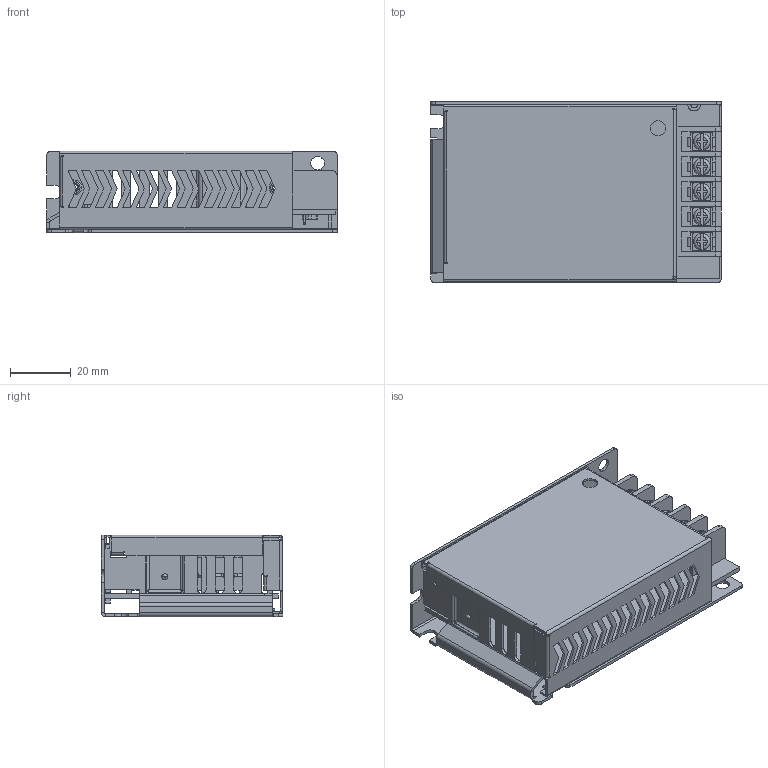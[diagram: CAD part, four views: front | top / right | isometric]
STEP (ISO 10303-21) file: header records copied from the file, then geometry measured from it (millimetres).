
FILE_DESCRIPTION(/* description */ (''),/* implementation_level */ '2;1');
FILE_NAME(/* name */ 'MTS025.stp',/* time_stamp */ '2023-07-21T15:33:23+08:00',/* author */ (''),/* organization */ (''),/* preprocessor_version */ 'ST-DEVELOPER v19.3',/* originating_system */ 'SIEMENS PLM Software NX2212.3001',/* authorisation */ '');
FILE_SCHEMA (('AP203_CONFIGURATION_CONTROLLED_3D_DESIGN_OF_MECHANICAL_PARTS_AND_ASSEMBLIES_MIM_LF { 1 0 10303 403 2 1 2}'));
Length unit declared in the file: millimetre
Products named in the file (6): A01J1DZP0000003; MTS025-A01P01; A04WJJSK0000097; A04WJJSK0000096; MTS025-A01; MTS025
Assembly tree (5 placements, depth 3):
  MTS025
    A04WJJSK0000096
    A04WJJSK0000097
    MTS025-A01
      MTS025-A01P01
      A01J1DZP0000003
Bounding box: 96 x 60 x 27 mm (x, y, z)
Volume: 26301.6 mm3; surface area: 51076.3 mm2
Topology: 4 solids, 4 shells, 1076 faces, 3085 edges, 2012 vertices
Faces by surface type: plane 690, cylinder 309, torus 36, cone 24, bspline 13, sphere 4
Full cylindrical faces by diameter (mm): 4 x1
Entity records: 36907 total; most frequent: CARTESIAN_POINT 8716, ORIENTED_EDGE 6152, DIRECTION 5287, EDGE_CURVE 3076, VERTEX_POINT 2012, AXIS2_PLACEMENT_3D 1797, LINE 1693, VECTOR 1693
